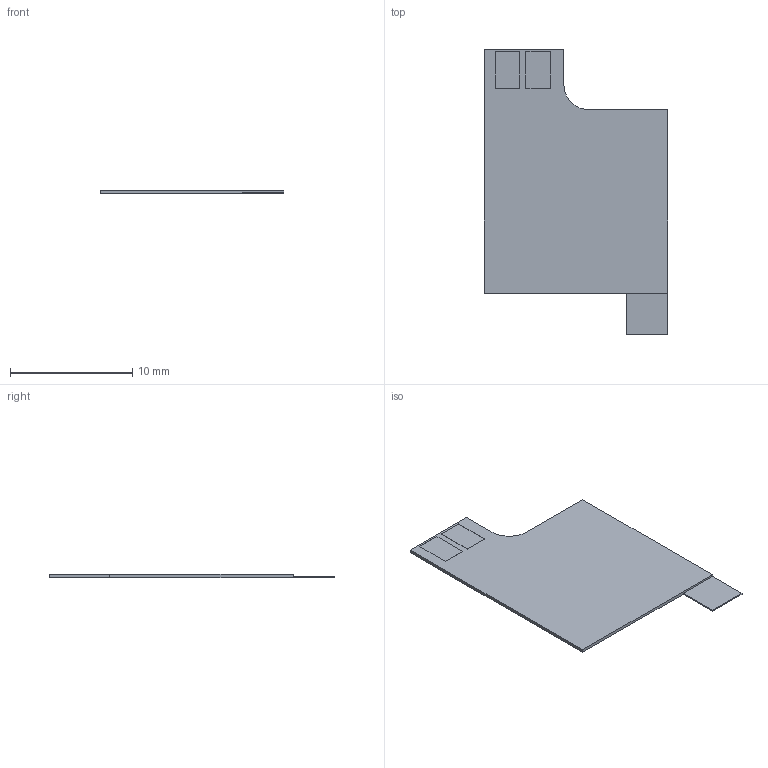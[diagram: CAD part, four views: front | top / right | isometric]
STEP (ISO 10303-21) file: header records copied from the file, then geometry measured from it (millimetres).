
FILE_DESCRIPTION((''),'2;1');
FILE_NAME('1462360051','2020-12-31T',('gga'),(''),'PRO/ENGINEER BY PARAMETRIC TECHNOLOGY CORPORATION, 2016010','PRO/ENGINEER BY PARAMETRIC TECHNOLOGY CORPORATION, 2016010','');
FILE_SCHEMA(('CONFIG_CONTROL_DESIGN'));
Length unit declared in the file: millimetre
Products named in the file (1): 1462360051
Bounding box: 15 x 23.34 x 0.26 mm (x, y, z)
Volume: 68.1 mm3; surface area: 558.1 mm2
Topology: 1 solids, 1 shells, 23 faces, 57 edges, 38 vertices
Faces by surface type: plane 22, cylinder 1
Entity records: 715 total; most frequent: CARTESIAN_POINT 119, ORIENTED_EDGE 114, DIRECTION 107, EDGE_CURVE 57, VECTOR 55, LINE 55, VERTEX_POINT 38, AXIS2_PLACEMENT_3D 26
